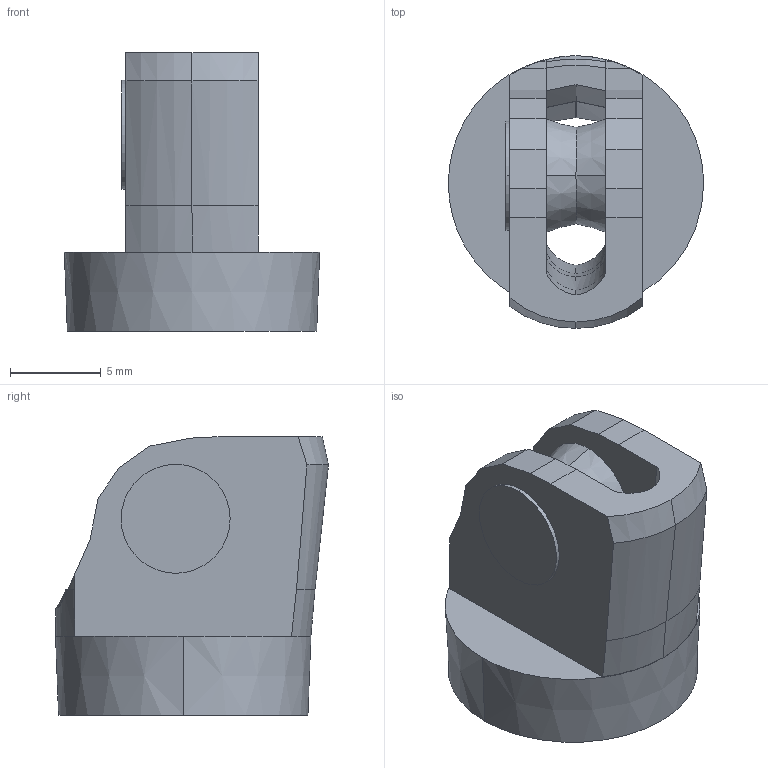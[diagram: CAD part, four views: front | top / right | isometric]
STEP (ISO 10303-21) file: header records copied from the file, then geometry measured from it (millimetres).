
FILE_DESCRIPTION (( 'STEP AP203' ), '1' );
FILE_NAME ('Ma³y_Finger6_Domyœlna_sldprt.STEP', '2020-06-09T22:46:36', ( '' ), ( '' ), 'SwSTEP 2.0', 'SolidWorks 2018', '' );
FILE_SCHEMA (( 'CONFIG_CONTROL_DESIGN' ));
Length unit declared in the file: millimetre
Products named in the file (1): Ma³y_Finger6_Domyœlna_sldprt
Bounding box: 14.05 x 15.02 x 15.33 mm (x, y, z)
Volume: 1191.1 mm3; surface area: 1231.4 mm2
Topology: 1 solids, 1 shells, 76 faces, 190 edges, 117 vertices
Faces by surface type: plane 38, bspline 22, cylinder 8, cone 8
Entity records: 2603 total; most frequent: CARTESIAN_POINT 785, ORIENTED_EDGE 380, DIRECTION 326, EDGE_CURVE 190, LINE 126, VECTOR 126, VERTEX_POINT 117, AXIS2_PLACEMENT_3D 100
